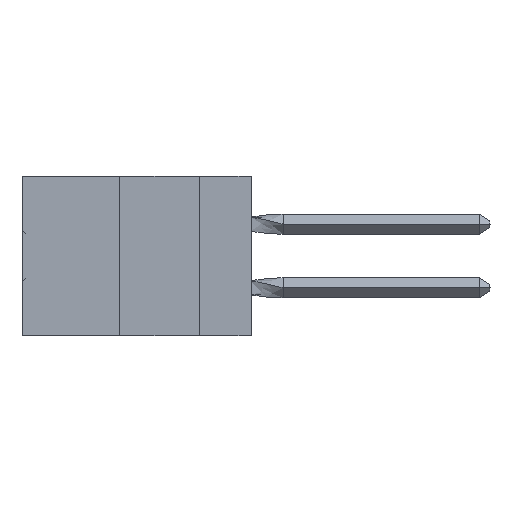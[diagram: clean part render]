
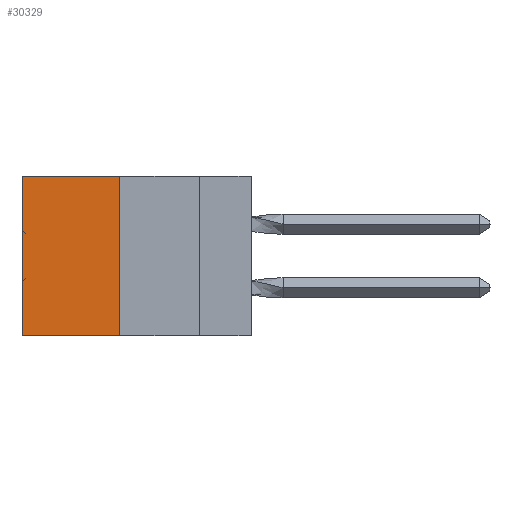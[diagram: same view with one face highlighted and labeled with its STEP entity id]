
A CAD part, left-side view. The second image highlights one B-rep face of the part: STEP entity #30329.
In plain terms, the highlighted planar face has unit normal (-1, 0, 0).
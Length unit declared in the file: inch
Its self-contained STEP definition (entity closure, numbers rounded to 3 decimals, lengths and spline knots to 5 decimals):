
#4014 = ORIENTED_EDGE ( 'NONE', *, *, #24353, .T. ) ;
#5299 = EDGE_CURVE ( 'NONE', #19267, #36590, #42962, .T. ) ;
#5302 = LINE ( 'NONE', #50217, #42000 ) ;
#6166 = CARTESIAN_POINT ( 'NONE',  ( 0.305, 0.413, 0. ) ) ;
#6449 = FACE_OUTER_BOUND ( 'NONE', #25083, .T. ) ;
#6560 = DIRECTION ( 'NONE',  ( 0., 0., -1. ) ) ;
#10645 = DIRECTION ( 'NONE',  ( 0., 1., 0. ) ) ;
#12871 = ORIENTED_EDGE ( 'NONE', *, *, #5299, .F. ) ;
#15435 = EDGE_CURVE ( 'NONE', #23468, #19267, #5302, .T. ) ;
#19254 = CARTESIAN_POINT ( 'NONE',  ( 0.305, 0.413, -0.5 ) ) ;
#19267 = VERTEX_POINT ( 'NONE', #27154 ) ;
#19448 = DIRECTION ( 'NONE',  ( 0., 0., -1. ) ) ;
#23468 = VERTEX_POINT ( 'NONE', #31618 ) ;
#24091 = EDGE_CURVE ( 'NONE', #23468, #25057, #45289, .T. ) ;
#24353 = EDGE_CURVE ( 'NONE', #25057, #36590, #40457, .T. ) ;
#25057 = VERTEX_POINT ( 'NONE', #53387 ) ;
#25083 = EDGE_LOOP ( 'NONE', ( #4014, #12871, #34252, #55322 ) ) ;
#27154 = CARTESIAN_POINT ( 'NONE',  ( 0.305, 0.413, -0.5 ) ) ;
#27569 = CARTESIAN_POINT ( 'NONE',  ( 0.305, 0.72, -0.5 ) ) ;
#30329 = ADVANCED_FACE ( 'NONE', ( #6449 ), #33177, .F. ) ;
#31618 = CARTESIAN_POINT ( 'NONE',  ( 0.305, 0.413, 0. ) ) ;
#32977 = DIRECTION ( 'NONE',  ( 1., 0., 0. ) ) ;
#33177 = PLANE ( 'NONE',  #55333 ) ;
#33438 = VECTOR ( 'NONE', #36950, 39.37008 ) ;
#34252 = ORIENTED_EDGE ( 'NONE', *, *, #15435, .F. ) ;
#36590 = VERTEX_POINT ( 'NONE', #27569 ) ;
#36950 = DIRECTION ( 'NONE',  ( 0., 0., -1. ) ) ;
#37108 = CARTESIAN_POINT ( 'NONE',  ( 0.305, 0.413, -0.5 ) ) ;
#37456 = DIRECTION ( 'NONE',  ( 0., 1., 0. ) ) ;
#40457 = LINE ( 'NONE', #45813, #33438 ) ;
#41173 = VECTOR ( 'NONE', #37456, 39.37008 ) ;
#41578 = VECTOR ( 'NONE', #10645, 39.37008 ) ;
#42000 = VECTOR ( 'NONE', #19448, 39.37008 ) ;
#42962 = LINE ( 'NONE', #37108, #41578 ) ;
#45289 = LINE ( 'NONE', #6166, #41173 ) ;
#45813 = CARTESIAN_POINT ( 'NONE',  ( 0.305, 0.72, -0.5 ) ) ;
#50217 = CARTESIAN_POINT ( 'NONE',  ( 0.305, 0.413, -0.5 ) ) ;
#53387 = CARTESIAN_POINT ( 'NONE',  ( 0.305, 0.72, 0. ) ) ;
#55322 = ORIENTED_EDGE ( 'NONE', *, *, #24091, .T. ) ;
#55333 = AXIS2_PLACEMENT_3D ( 'NONE', #19254, #32977, #6560 ) ;
